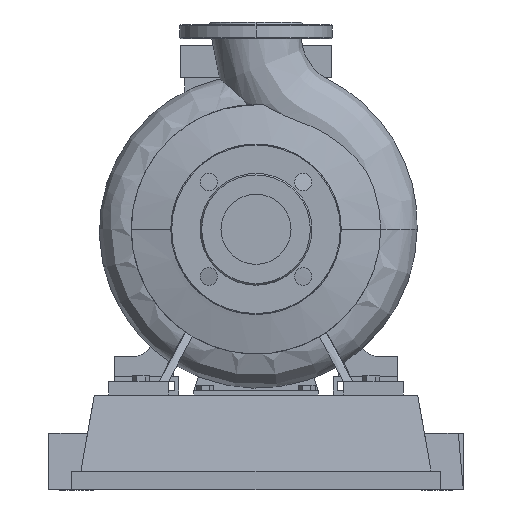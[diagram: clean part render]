
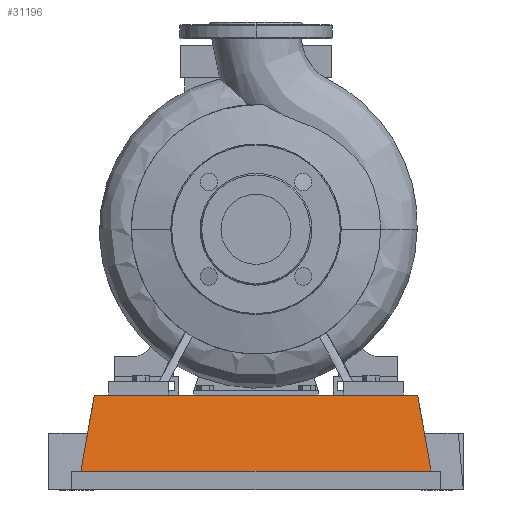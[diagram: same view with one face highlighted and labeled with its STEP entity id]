
A CAD part, left-side view. The second image highlights one B-rep face of the part: STEP entity #31196.
In plain terms, the highlighted planar face has unit normal (-0.985, 0, 0.174).
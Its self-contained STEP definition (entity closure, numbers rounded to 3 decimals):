
#29081=CARTESIAN_POINT('',(-77.5,-190.,20.6));
#29082=VERTEX_POINT('',#29081);
#29089=CARTESIAN_POINT('',(-77.5,190.0,20.6));
#29090=VERTEX_POINT('',#29089);
#29091=CARTESIAN_POINT('',(-77.5,-190.,20.6));
#29092=DIRECTION('',(0.0,1.0,0.0));
#29093=VECTOR('',#29092,380.0);
#29094=LINE('',#29091,#29093);
#29095=EDGE_CURVE('',#29082,#29090,#29094,.T.);
#30930=CARTESIAN_POINT('',(-62.971,-175.471,103.0));
#30931=VERTEX_POINT('',#30930);
#30938=CARTESIAN_POINT('',(-77.5,-190.,20.6));
#30939=DIRECTION('',(0.171,0.171,0.97));
#30940=VECTOR('',#30939,84.923);
#30941=LINE('',#30938,#30940);
#30942=EDGE_CURVE('',#29082,#30931,#30941,.T.);
#31173=CARTESIAN_POINT('',(-77.5,-190.,20.6));
#31174=DIRECTION('',(-0.985,0.,0.174));
#31175=DIRECTION('',(0.0,-1.0,0.0));
#31176=AXIS2_PLACEMENT_3D('',#31173,#31174,#31175);
#31177=PLANE('',#31176);
#31178=CARTESIAN_POINT('',(-62.971,175.471,103.0));
#31179=VERTEX_POINT('',#31178);
#31180=CARTESIAN_POINT('',(-62.971,-175.471,103.0));
#31181=DIRECTION('',(0.0,1.0,0.0));
#31182=VECTOR('',#31181,350.941);
#31183=LINE('',#31180,#31182);
#31184=EDGE_CURVE('',#30931,#31179,#31183,.T.);
#31185=ORIENTED_EDGE('',*,*,#31184,.T.);
#31186=CARTESIAN_POINT('',(-77.5,190.0,20.6));
#31187=DIRECTION('',(0.171,-0.171,0.97));
#31188=VECTOR('',#31187,84.923);
#31189=LINE('',#31186,#31188);
#31190=EDGE_CURVE('',#29090,#31179,#31189,.T.);
#31191=ORIENTED_EDGE('',*,*,#31190,.F.);
#31192=ORIENTED_EDGE('',*,*,#29095,.F.);
#31193=ORIENTED_EDGE('',*,*,#30942,.T.);
#31194=EDGE_LOOP('',(#31185,#31191,#31192,#31193));
#31195=FACE_OUTER_BOUND('',#31194,.T.);
#31196=ADVANCED_FACE('',(#31195),#31177,.T.);
